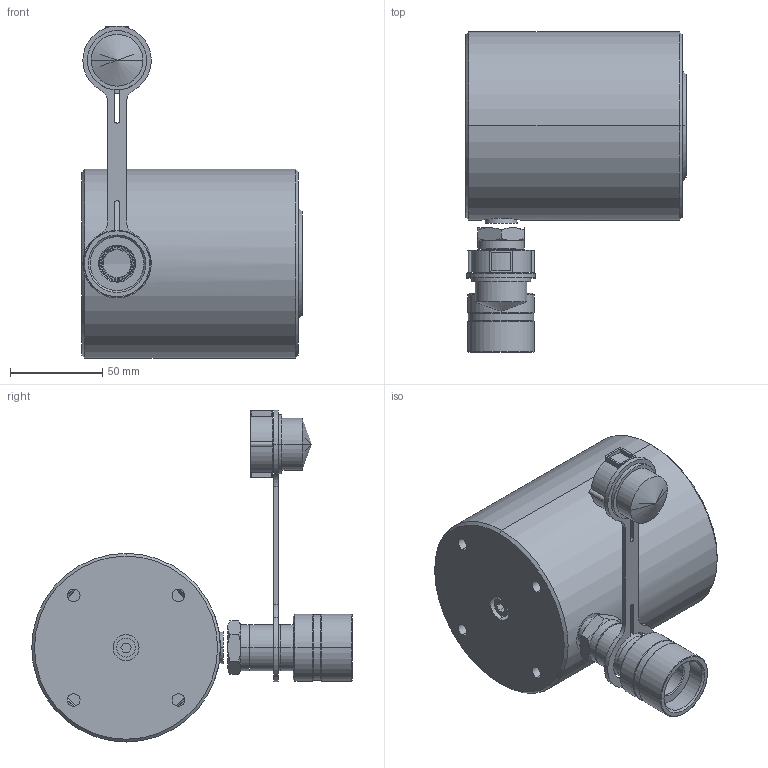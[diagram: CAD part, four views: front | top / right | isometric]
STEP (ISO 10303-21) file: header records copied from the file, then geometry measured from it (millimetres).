
FILE_DESCRIPTION (( 'STEP AP214' ), '1' );
FILE_NAME ('HLS302.STEP', '2016-02-09T11:14:01', ( '' ), ( '' ), 'SwSTEP 2.0', 'SolidWorks 2015', '' );
FILE_SCHEMA (( 'AUTOMOTIVE_DESIGN' ));
Length unit declared in the file: millimetre
Products named in the file (1): HLS302
Bounding box: 119 x 173.3 x 179.5 mm (x, y, z)
Surface area: 95714.7 mm2 (no closed solid volume)
Topology: 0 solids, 10 shells, 195 faces, 482 edges, 310 vertices
Faces by surface type: cylinder 86, plane 57, cone 50, torus 2
Entity records: 8186 total; most frequent: CARTESIAN_POINT 1262, DIRECTION 1081, ORIENTED_EDGE 895, EDGE_CURVE 480, AXIS2_PLACEMENT_3D 436, VERTEX_POINT 310, CIRCLE 240, EDGE_LOOP 231
